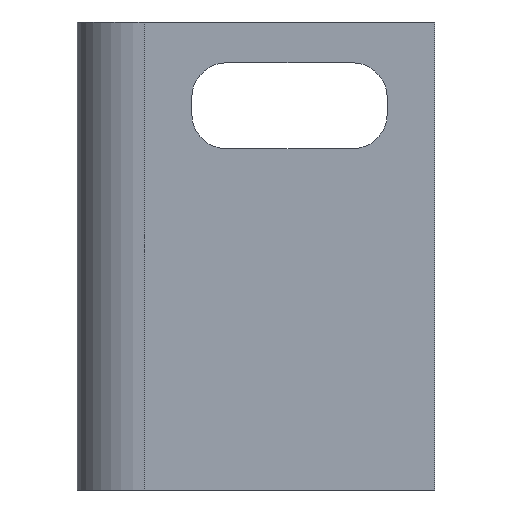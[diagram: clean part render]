
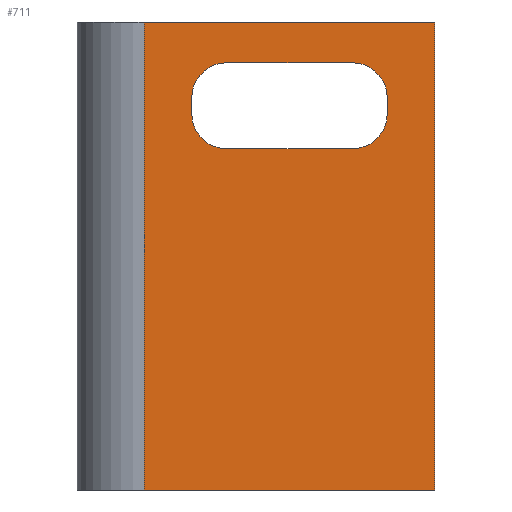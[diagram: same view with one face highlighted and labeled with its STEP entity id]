
A CAD part, front view. The second image highlights one B-rep face of the part: STEP entity #711.
In plain terms, the highlighted planar face has unit normal (0, -1, 0).
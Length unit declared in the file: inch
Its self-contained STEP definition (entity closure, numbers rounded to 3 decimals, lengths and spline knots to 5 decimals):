
#19=FACE_BOUND('',#122,.T.);
#41=PLANE('',#785);
#79=FACE_OUTER_BOUND('',#121,.T.);
#121=EDGE_LOOP('',(#631,#632,#633,#634));
#122=EDGE_LOOP('',(#635,#636,#637,#638,#639,#640,#641,#642));
#129=LINE('',#1007,#201);
#133=LINE('',#1019,#205);
#137=LINE('',#1031,#209);
#141=LINE('',#1042,#213);
#176=LINE('',#1147,#248);
#191=LINE('',#1183,#263);
#194=LINE('',#1189,#266);
#195=LINE('',#1190,#267);
#201=VECTOR('',#801,0.3937);
#205=VECTOR('',#813,0.3937);
#209=VECTOR('',#825,0.3937);
#213=VECTOR('',#837,0.3937);
#248=VECTOR('',#940,0.3937);
#263=VECTOR('',#979,0.3937);
#266=VECTOR('',#984,0.3937);
#267=VECTOR('',#985,0.3937);
#271=CIRCLE('',#724,0.0625);
#273=CIRCLE('',#728,0.0625);
#275=CIRCLE('',#732,0.0625);
#277=CIRCLE('',#736,0.0625);
#299=VERTEX_POINT('',#997);
#300=VERTEX_POINT('',#998);
#303=VERTEX_POINT('',#1006);
#305=VERTEX_POINT('',#1012);
#307=VERTEX_POINT('',#1018);
#309=VERTEX_POINT('',#1024);
#311=VERTEX_POINT('',#1030);
#313=VERTEX_POINT('',#1036);
#349=VERTEX_POINT('',#1144);
#350=VERTEX_POINT('',#1146);
#359=VERTEX_POINT('',#1182);
#361=VERTEX_POINT('',#1188);
#363=EDGE_CURVE('',#299,#300,#271,.T.);
#367=EDGE_CURVE('',#300,#303,#129,.T.);
#370=EDGE_CURVE('',#303,#305,#273,.T.);
#373=EDGE_CURVE('',#305,#307,#133,.T.);
#376=EDGE_CURVE('',#307,#309,#275,.T.);
#379=EDGE_CURVE('',#309,#311,#137,.T.);
#382=EDGE_CURVE('',#311,#313,#277,.T.);
#385=EDGE_CURVE('',#313,#299,#141,.T.);
#437=EDGE_CURVE('',#350,#349,#176,.T.);
#455=EDGE_CURVE('',#359,#350,#191,.T.);
#458=EDGE_CURVE('',#349,#361,#194,.T.);
#459=EDGE_CURVE('',#361,#359,#195,.T.);
#631=ORIENTED_EDGE('',*,*,#437,.T.);
#632=ORIENTED_EDGE('',*,*,#458,.T.);
#633=ORIENTED_EDGE('',*,*,#459,.T.);
#634=ORIENTED_EDGE('',*,*,#455,.T.);
#635=ORIENTED_EDGE('',*,*,#376,.T.);
#636=ORIENTED_EDGE('',*,*,#379,.T.);
#637=ORIENTED_EDGE('',*,*,#382,.T.);
#638=ORIENTED_EDGE('',*,*,#385,.T.);
#639=ORIENTED_EDGE('',*,*,#363,.T.);
#640=ORIENTED_EDGE('',*,*,#367,.T.);
#641=ORIENTED_EDGE('',*,*,#370,.T.);
#642=ORIENTED_EDGE('',*,*,#373,.T.);
#711=ADVANCED_FACE('',(#79,#19),#41,.F.);
#724=AXIS2_PLACEMENT_3D('',#999,#793,#794);
#728=AXIS2_PLACEMENT_3D('',#1013,#806,#807);
#732=AXIS2_PLACEMENT_3D('',#1025,#818,#819);
#736=AXIS2_PLACEMENT_3D('',#1037,#830,#831);
#785=AXIS2_PLACEMENT_3D('',#1187,#982,#983);
#793=DIRECTION('center_axis',(0.,1.,0.));
#794=DIRECTION('ref_axis',(0.,0.,1.));
#801=DIRECTION('',(0.,0.,1.));
#806=DIRECTION('center_axis',(0.,1.,0.));
#807=DIRECTION('ref_axis',(1.,0.,0.));
#813=DIRECTION('',(1.,0.,0.));
#818=DIRECTION('center_axis',(0.,1.,0.));
#819=DIRECTION('ref_axis',(0.,0.,-1.));
#825=DIRECTION('',(0.,0.,-1.));
#830=DIRECTION('center_axis',(0.,1.,0.));
#831=DIRECTION('ref_axis',(-1.,0.,0.));
#837=DIRECTION('',(-1.,0.,0.));
#940=DIRECTION('',(0.,0.,-1.));
#979=DIRECTION('',(-1.,0.,0.));
#982=DIRECTION('center_axis',(0.,1.,0.));
#983=DIRECTION('ref_axis',(0.,0.,1.));
#984=DIRECTION('',(1.,0.,0.));
#985=DIRECTION('',(0.,0.,1.));
#997=CARTESIAN_POINT('',(-0.0525,0.,0.192));
#998=CARTESIAN_POINT('',(-0.115,0.,0.2545));
#999=CARTESIAN_POINT('Origin',(-0.0525,0.,0.2545));
#1006=CARTESIAN_POINT('',(-0.115,0.,0.2835));
#1007=CARTESIAN_POINT('',(-0.115,0.,0.14175));
#1012=CARTESIAN_POINT('',(-0.0525,0.,0.346));
#1013=CARTESIAN_POINT('Origin',(-0.0525,0.,0.2835));
#1018=CARTESIAN_POINT('',(0.1725,0.,0.346));
#1019=CARTESIAN_POINT('',(0.08625,0.,0.346));
#1024=CARTESIAN_POINT('',(0.235,0.,0.2835));
#1025=CARTESIAN_POINT('Origin',(0.1725,0.,0.2835));
#1030=CARTESIAN_POINT('',(0.235,0.,0.2545));
#1031=CARTESIAN_POINT('',(0.235,0.,0.12725));
#1036=CARTESIAN_POINT('',(0.1725,0.,0.192));
#1037=CARTESIAN_POINT('Origin',(0.1725,0.,0.2545));
#1042=CARTESIAN_POINT('',(-0.02625,0.,0.192));
#1144=CARTESIAN_POINT('',(-0.2,0.,-0.419));
#1146=CARTESIAN_POINT('',(-0.2,0.,0.419));
#1147=CARTESIAN_POINT('',(-0.2,0.,0.2095));
#1182=CARTESIAN_POINT('',(0.32,0.,0.419));
#1183=CARTESIAN_POINT('',(0.32,0.,0.419));
#1187=CARTESIAN_POINT('Origin',(0.,0.,0.));
#1188=CARTESIAN_POINT('',(0.32,0.,-0.419));
#1189=CARTESIAN_POINT('',(-0.32,0.,-0.419));
#1190=CARTESIAN_POINT('',(0.32,0.,-0.419));
